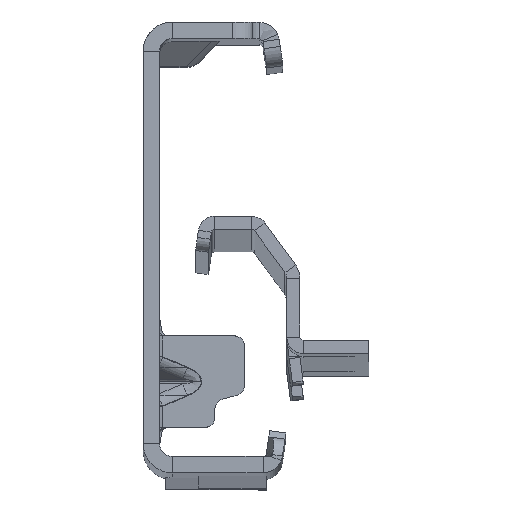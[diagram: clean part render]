
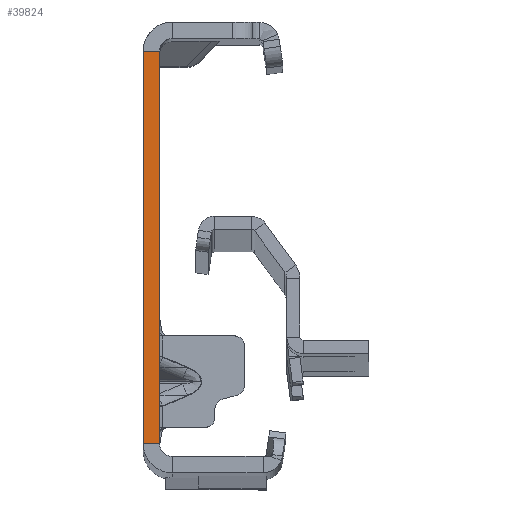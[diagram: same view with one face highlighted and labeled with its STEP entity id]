
A CAD part, top view. The second image highlights one B-rep face of the part: STEP entity #39824.
In plain terms, the highlighted planar face has unit normal (0, 0, 1).
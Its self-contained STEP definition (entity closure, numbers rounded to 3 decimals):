
#344 = ORIENTED_EDGE ( 'NONE', *, *, #1091, .T. ) ;
#727 = DIRECTION ( 'NONE',  ( -1., 0., 0. ) ) ;
#1091 = EDGE_CURVE ( 'NONE', #8992, #44979, #49384, .T. ) ;
#2400 = EDGE_CURVE ( 'NONE', #44979, #47578, #46215, .T. ) ;
#4518 = CARTESIAN_POINT ( 'NONE',  ( 0., -30., 0. ) ) ;
#7429 = CARTESIAN_POINT ( 'NONE',  ( 0., 30., 0. ) ) ;
#8992 = VERTEX_POINT ( 'NONE', #17287 ) ;
#10982 = DIRECTION ( 'NONE',  ( -1., 0., 0. ) ) ;
#11621 = CARTESIAN_POINT ( 'NONE',  ( -2.5, -32., 0. ) ) ;
#11658 = ORIENTED_EDGE ( 'NONE', *, *, #2400, .T. ) ;
#12567 = CARTESIAN_POINT ( 'NONE',  ( -2.5, -30., 0. ) ) ;
#12654 = VECTOR ( 'NONE', #13390, 1000. ) ;
#13390 = DIRECTION ( 'NONE',  ( 0., -1., 0. ) ) ;
#14125 = FACE_OUTER_BOUND ( 'NONE', #46881, .T. ) ;
#14365 = CARTESIAN_POINT ( 'NONE',  ( -2.5, -32., 0. ) ) ;
#17149 = VERTEX_POINT ( 'NONE', #47353 ) ;
#17287 = CARTESIAN_POINT ( 'NONE',  ( 0., 30., 0. ) ) ;
#18578 = CARTESIAN_POINT ( 'NONE',  ( -2.5, 30., 0. ) ) ;
#23744 = LINE ( 'NONE', #4518, #39151 ) ;
#25731 = CARTESIAN_POINT ( 'NONE',  ( 0., -32., 0. ) ) ;
#30067 = DIRECTION ( 'NONE',  ( 0., -1., 0. ) ) ;
#30868 = EDGE_CURVE ( 'NONE', #8992, #17149, #36852, .T. ) ;
#31183 = ORIENTED_EDGE ( 'NONE', *, *, #47362, .F. ) ;
#31841 = ORIENTED_EDGE ( 'NONE', *, *, #30868, .F. ) ;
#36852 = LINE ( 'NONE', #25731, #12654 ) ;
#36935 = VECTOR ( 'NONE', #30067, 1000. ) ;
#38200 = AXIS2_PLACEMENT_3D ( 'NONE', #14365, #48744, #41432 ) ;
#39151 = VECTOR ( 'NONE', #727, 1000. ) ;
#39824 = ADVANCED_FACE ( 'NONE', ( #14125 ), #48240, .T. ) ;
#41432 = DIRECTION ( 'NONE',  ( 1., 0., 0. ) ) ;
#44979 = VERTEX_POINT ( 'NONE', #18578 ) ;
#45739 = VECTOR ( 'NONE', #10982, 1000. ) ;
#46215 = LINE ( 'NONE', #11621, #36935 ) ;
#46881 = EDGE_LOOP ( 'NONE', ( #31841, #344, #11658, #31183 ) ) ;
#47353 = CARTESIAN_POINT ( 'NONE',  ( 0., -30., 0. ) ) ;
#47362 = EDGE_CURVE ( 'NONE', #17149, #47578, #23744, .T. ) ;
#47578 = VERTEX_POINT ( 'NONE', #12567 ) ;
#48240 = PLANE ( 'NONE',  #38200 ) ;
#48744 = DIRECTION ( 'NONE',  ( 0., 0., 1. ) ) ;
#49384 = LINE ( 'NONE', #7429, #45739 ) ;
